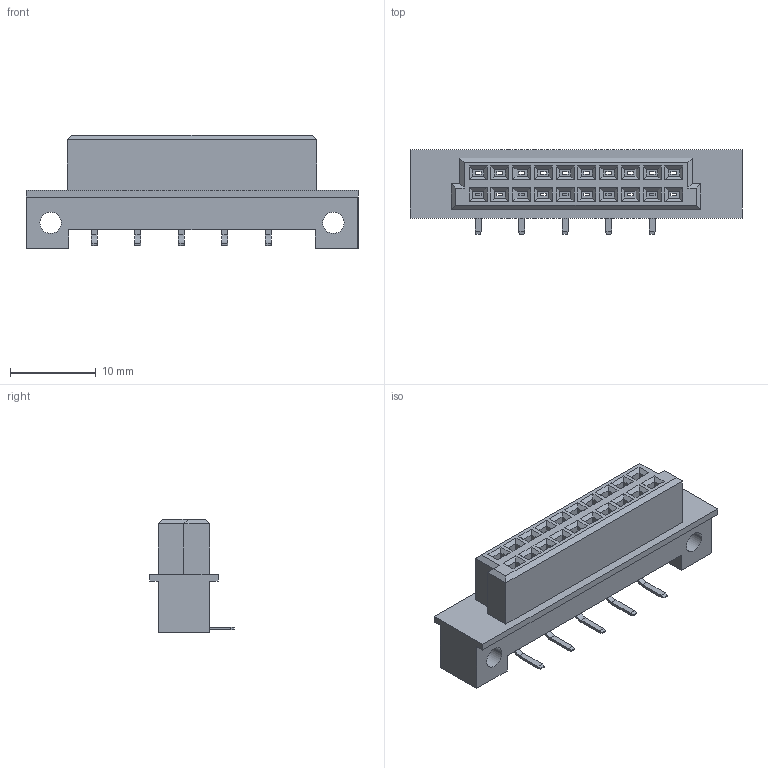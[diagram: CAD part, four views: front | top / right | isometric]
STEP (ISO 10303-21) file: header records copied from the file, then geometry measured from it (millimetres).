
FILE_DESCRIPTION (( 'STEP AP203' ), '1' );
FILE_NAME ('462-005-360-122.STEP', '2019-11-11T15:20:37', ( '' ), ( '' ), 'SwSTEP 2.0', 'SolidWorks 2020', '' );
FILE_SCHEMA (( 'CONFIG_CONTROL_DESIGN' ));
Length unit declared in the file: millimetre
Products named in the file (3): 462-005-360-122; 462 Part_20; 462-290-1
Assembly tree (6 placements, depth 2):
  462-005-360-122
    462 Part_20
    462-290-1  x5
Bounding box: 38.76 x 9.9 x 13.2 mm (x, y, z)
Volume: 2121.7 mm3; surface area: 2429.5 mm2
Topology: 6 solids, 6 shells, 365 faces, 888 edges, 556 vertices
Faces by surface type: plane 351, cylinder 14
Entity records: 9331 total; most frequent: CARTESIAN_POINT 1554, ORIENTED_EDGE 1520, DIRECTION 1408, EDGE_CURVE 760, LINE 748, VECTOR 748, VERTEX_POINT 476, EDGE_LOOP 374
